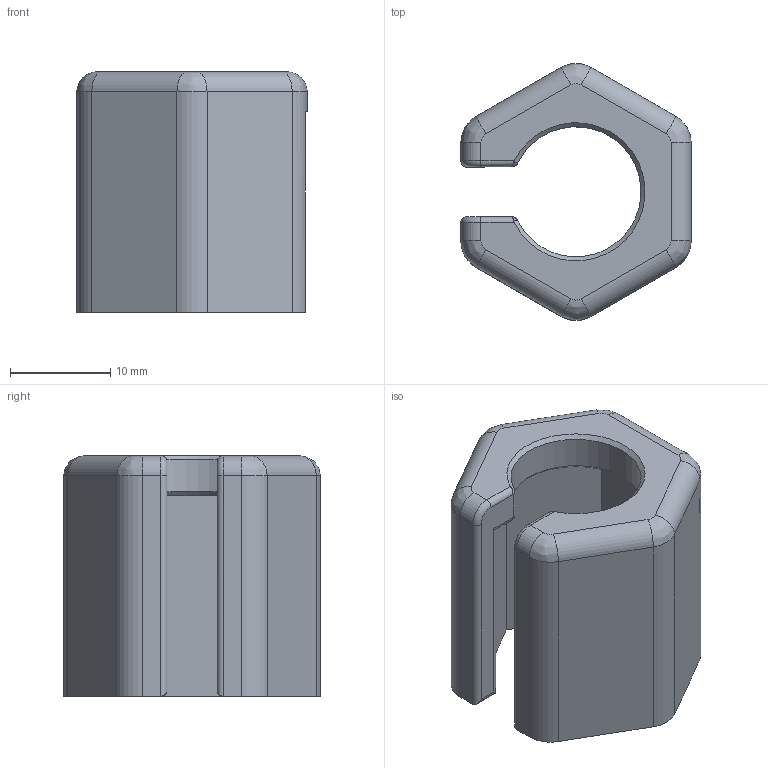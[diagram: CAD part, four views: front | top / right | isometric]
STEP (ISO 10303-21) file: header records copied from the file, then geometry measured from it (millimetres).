
FILE_DESCRIPTION(/* description */ (''),/* implementation_level */ '2;1');
FILE_NAME(/* name */ 'TRad_Support.step',/* time_stamp */ '2025-07-01T16:06:02-06:00',/* author */ (''),/* organization */ (''),/* preprocessor_version */ 'ST-DEVELOPER v20.1',/* originating_system */ 'Autodesk Translation Framework v14.10.0.0',/* authorisation */ '');
FILE_SCHEMA (('AUTOMOTIVE_DESIGN { 1 0 10303 214 3 1 1 }'));
Length unit declared in the file: millimetre
Products named in the file (1): Joserra_T_Rad_Case
Bounding box: 23 x 25.63 x 24 mm (x, y, z)
Volume: 4582.3 mm3; surface area: 3660.7 mm2
Topology: 1 solids, 1 shells, 63 faces, 161 edges, 100 vertices
Faces by surface type: cylinder 26, plane 23, bspline 10, torus 2, cone 2
Entity records: 2277 total; most frequent: CARTESIAN_POINT 757, ORIENTED_EDGE 322, DIRECTION 295, EDGE_CURVE 161, AXIS2_PLACEMENT_3D 104, VERTEX_POINT 100, LINE 87, VECTOR 87
